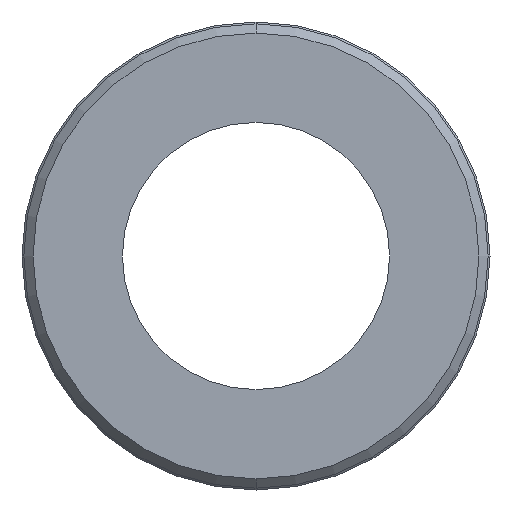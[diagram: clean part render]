
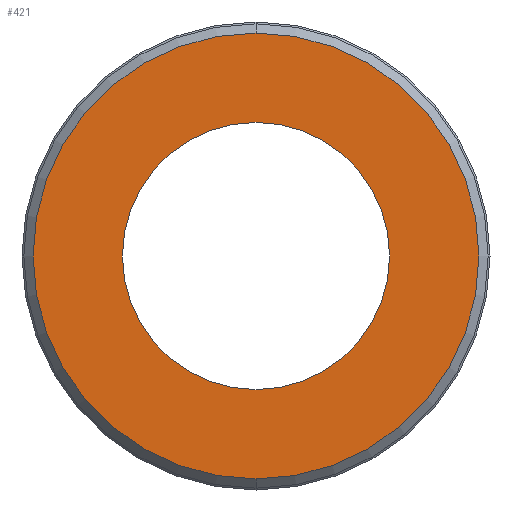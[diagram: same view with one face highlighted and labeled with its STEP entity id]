
A CAD part, front view. The second image highlights one B-rep face of the part: STEP entity #421.
In plain terms, the highlighted planar face has unit normal (0, -1, 0).
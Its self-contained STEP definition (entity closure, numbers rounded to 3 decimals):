
#27 = AXIS2_PLACEMENT_3D ( 'NONE', #784, #796, #387 ) ;
#40 = CIRCLE ( 'NONE', #103, 12.1 ) ;
#76 = DIRECTION ( 'NONE',  ( 0., -1., 0. ) ) ;
#103 = AXIS2_PLACEMENT_3D ( 'NONE', #191, #506, #999 ) ;
#113 = CARTESIAN_POINT ( 'NONE',  ( 0., 0., 0. ) ) ;
#129 = DIRECTION ( 'NONE',  ( 0., 0., -1. ) ) ;
#137 = DIRECTION ( 'NONE',  ( 0., -1., 0. ) ) ;
#153 = AXIS2_PLACEMENT_3D ( 'NONE', #363, #76, #1098 ) ;
#184 = ORIENTED_EDGE ( 'NONE', *, *, #566, .F. ) ;
#191 = CARTESIAN_POINT ( 'NONE',  ( 0., 0., 0. ) ) ;
#279 = EDGE_CURVE ( 'NONE', #665, #647, #311, .T. ) ;
#311 = CIRCLE ( 'NONE', #865, 12.1 ) ;
#363 = CARTESIAN_POINT ( 'NONE',  ( 0., 0., 0. ) ) ;
#387 = DIRECTION ( 'NONE',  ( 0., 0., -1. ) ) ;
#394 = FACE_OUTER_BOUND ( 'NONE', #1044, .T. ) ;
#421 = ADVANCED_FACE ( 'NONE', ( #394, #535 ), #433, .T. ) ;
#433 = PLANE ( 'NONE',  #27 ) ;
#452 = CIRCLE ( 'NONE', #561, 7.25 ) ;
#462 = EDGE_CURVE ( 'NONE', #844, #622, #1097, .T. ) ;
#478 = CARTESIAN_POINT ( 'NONE',  ( 0., 0., 12.1 ) ) ;
#506 = DIRECTION ( 'NONE',  ( 0., -1., 0. ) ) ;
#535 = FACE_BOUND ( 'NONE', #1080, .T. ) ;
#561 = AXIS2_PLACEMENT_3D ( 'NONE', #113, #137, #129 ) ;
#566 = EDGE_CURVE ( 'NONE', #622, #844, #452, .T. ) ;
#572 = CARTESIAN_POINT ( 'NONE',  ( 0., 0., 7.25 ) ) ;
#580 = CARTESIAN_POINT ( 'NONE',  ( 0., 0., -7.25 ) ) ;
#622 = VERTEX_POINT ( 'NONE', #572 ) ;
#624 = ORIENTED_EDGE ( 'NONE', *, *, #279, .T. ) ;
#647 = VERTEX_POINT ( 'NONE', #478 ) ;
#665 = VERTEX_POINT ( 'NONE', #983 ) ;
#725 = DIRECTION ( 'NONE',  ( 0., 0., -1. ) ) ;
#758 = DIRECTION ( 'NONE',  ( 0., -1., 0. ) ) ;
#784 = CARTESIAN_POINT ( 'NONE',  ( 7.25, 0., 0. ) ) ;
#796 = DIRECTION ( 'NONE',  ( 0., -1., 0. ) ) ;
#801 = CARTESIAN_POINT ( 'NONE',  ( 0., 0., 0. ) ) ;
#831 = ORIENTED_EDGE ( 'NONE', *, *, #984, .T. ) ;
#844 = VERTEX_POINT ( 'NONE', #580 ) ;
#865 = AXIS2_PLACEMENT_3D ( 'NONE', #801, #758, #725 ) ;
#870 = ORIENTED_EDGE ( 'NONE', *, *, #462, .F. ) ;
#983 = CARTESIAN_POINT ( 'NONE',  ( 0., 0., -12.1 ) ) ;
#984 = EDGE_CURVE ( 'NONE', #647, #665, #40, .T. ) ;
#999 = DIRECTION ( 'NONE',  ( 0., 0., -1. ) ) ;
#1044 = EDGE_LOOP ( 'NONE', ( #831, #624 ) ) ;
#1080 = EDGE_LOOP ( 'NONE', ( #870, #184 ) ) ;
#1097 = CIRCLE ( 'NONE', #153, 7.25 ) ;
#1098 = DIRECTION ( 'NONE',  ( 0., 0., -1. ) ) ;
